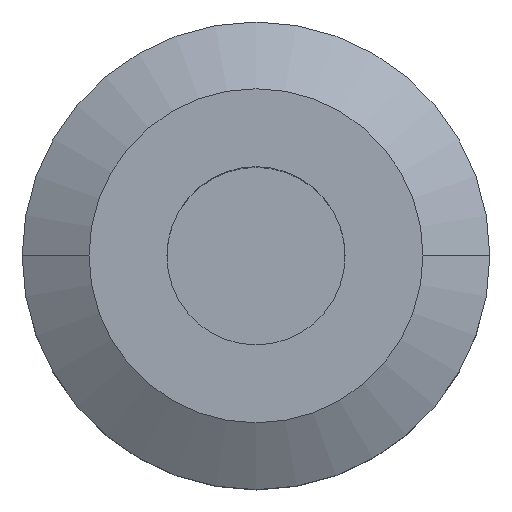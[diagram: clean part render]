
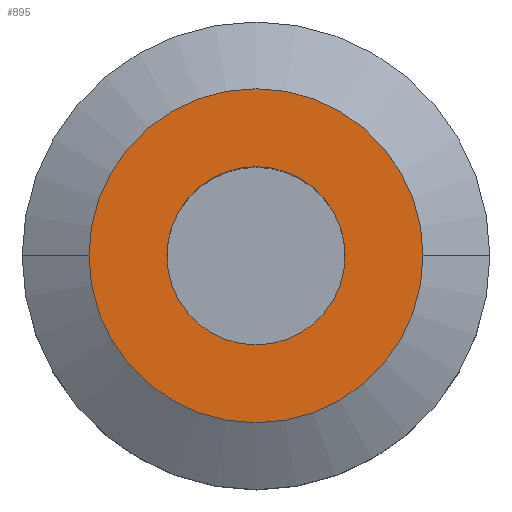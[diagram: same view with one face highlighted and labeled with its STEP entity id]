
A CAD part, top view. The second image highlights one B-rep face of the part: STEP entity #895.
In plain terms, the highlighted planar face has unit normal (0, 0, 1).
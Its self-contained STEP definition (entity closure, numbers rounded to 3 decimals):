
#59 = DIRECTION ( 'NONE',  ( 0., 0., -1. ) ) ;
#165 = CARTESIAN_POINT ( 'NONE',  ( 8., 0., 60. ) ) ;
#171 = ORIENTED_EDGE ( 'NONE', *, *, #996, .F. ) ;
#233 = AXIS2_PLACEMENT_3D ( 'NONE', #680, #59, #859 ) ;
#321 = VERTEX_POINT ( 'NONE', #944 ) ;
#438 = DIRECTION ( 'NONE',  ( 0., 0., -1. ) ) ;
#462 = ORIENTED_EDGE ( 'NONE', *, *, #853, .F. ) ;
#464 = EDGE_LOOP ( 'NONE', ( #792, #1253 ) ) ;
#541 = VERTEX_POINT ( 'NONE', #2406 ) ;
#596 = CARTESIAN_POINT ( 'NONE',  ( 0., 15., 60. ) ) ;
#637 = EDGE_LOOP ( 'NONE', ( #171, #462 ) ) ;
#652 = DIRECTION ( 'NONE',  ( -1., 0., 0. ) ) ;
#656 = CARTESIAN_POINT ( 'NONE',  ( 0., 0., 60. ) ) ;
#680 = CARTESIAN_POINT ( 'NONE',  ( 0., 0., 60. ) ) ;
#789 = DIRECTION ( 'NONE',  ( -1., 0., 0. ) ) ;
#792 = ORIENTED_EDGE ( 'NONE', *, *, #1719, .T. ) ;
#853 = EDGE_CURVE ( 'NONE', #321, #541, #903, .T. ) ;
#859 = DIRECTION ( 'NONE',  ( -1., 0., 0. ) ) ;
#895 = ADVANCED_FACE ( 'NONE', ( #1735, #2244 ), #2364, .T. ) ;
#903 = CIRCLE ( 'NONE', #1604, 15. ) ;
#944 = CARTESIAN_POINT ( 'NONE',  ( 15., 0., 60. ) ) ;
#996 = EDGE_CURVE ( 'NONE', #541, #321, #2064, .T. ) ;
#1023 = CIRCLE ( 'NONE', #233, 8. ) ;
#1079 = EDGE_CURVE ( 'NONE', #1960, #1958, #1023, .T. ) ;
#1253 = ORIENTED_EDGE ( 'NONE', *, *, #1079, .T. ) ;
#1311 = DIRECTION ( 'NONE',  ( 0., 0., -1. ) ) ;
#1589 = AXIS2_PLACEMENT_3D ( 'NONE', #1884, #1311, #2076 ) ;
#1604 = AXIS2_PLACEMENT_3D ( 'NONE', #2129, #2533, #789 ) ;
#1719 = EDGE_CURVE ( 'NONE', #1958, #1960, #2277, .T. ) ;
#1735 = FACE_BOUND ( 'NONE', #464, .T. ) ;
#1772 = DIRECTION ( 'NONE',  ( 0., 0., 1. ) ) ;
#1824 = AXIS2_PLACEMENT_3D ( 'NONE', #656, #438, #652 ) ;
#1884 = CARTESIAN_POINT ( 'NONE',  ( 0., 0., 60. ) ) ;
#1958 = VERTEX_POINT ( 'NONE', #2328 ) ;
#1960 = VERTEX_POINT ( 'NONE', #165 ) ;
#2064 = CIRCLE ( 'NONE', #1824, 15. ) ;
#2076 = DIRECTION ( 'NONE',  ( -1., 0., 0. ) ) ;
#2129 = CARTESIAN_POINT ( 'NONE',  ( 0., 0., 60. ) ) ;
#2178 = DIRECTION ( 'NONE',  ( 1., 0., 0. ) ) ;
#2244 = FACE_OUTER_BOUND ( 'NONE', #637, .T. ) ;
#2277 = CIRCLE ( 'NONE', #1589, 8. ) ;
#2328 = CARTESIAN_POINT ( 'NONE',  ( -8., 0., 60. ) ) ;
#2364 = PLANE ( 'NONE',  #2425 ) ;
#2406 = CARTESIAN_POINT ( 'NONE',  ( -15., 0., 60. ) ) ;
#2425 = AXIS2_PLACEMENT_3D ( 'NONE', #596, #1772, #2178 ) ;
#2533 = DIRECTION ( 'NONE',  ( 0., 0., -1. ) ) ;
